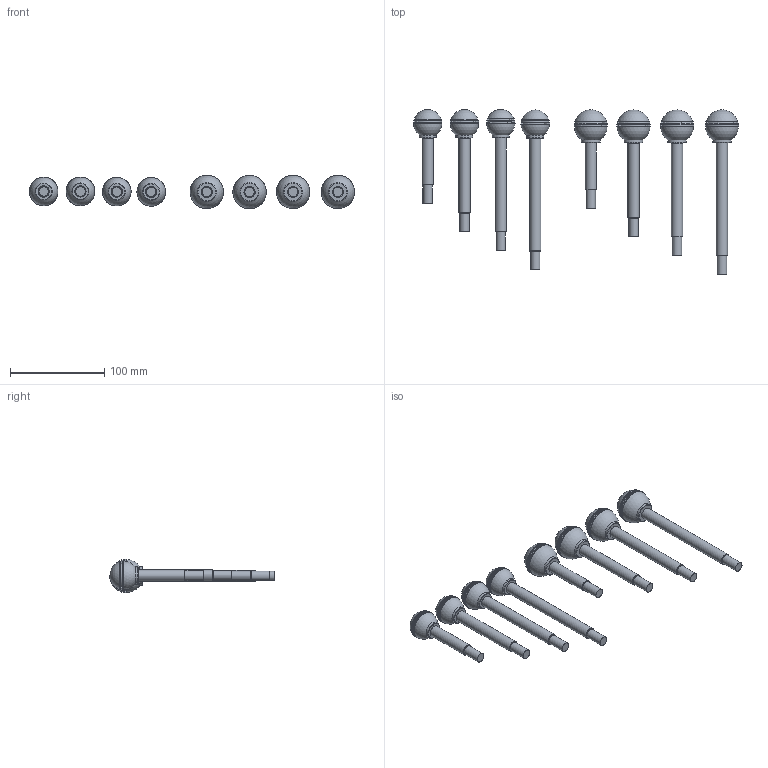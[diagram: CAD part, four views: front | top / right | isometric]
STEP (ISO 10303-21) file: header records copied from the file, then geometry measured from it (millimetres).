
FILE_DESCRIPTION(/* description */ (''),/* implementation_level */ '2;1');
FILE_NAME(/* name */ 'DR_BLG10_M.stp',/* time_stamp */ '2023-05-17T11:18:32+09:00',/* author */ ('user'),/* organization */ (''),/* preprocessor_version */ 'ST-DEVELOPER v15.6',/* originating_system */ 'Autodesk Inventor 2015',/* authorisation */ '');
FILE_SCHEMA (('AUTOMOTIVE_DESIGN { 1 0 10303 214 3 1 1 }'));
Length unit declared in the file: millimetre
Products named in the file (25): BALL_D30; SPT10-50; BLG10-30-50; SPT10-80; BLG10-30-80; SPT10-100; BLG10-30-100; SPT10-120; BLG10-30-120; BALL_D35; BLG10-35-50; BLG10-35-80; BLG10-35-100; BLG10-35-120; DR_BLG10_M
Bounding box: 345.65 x 175.37 x 35.51 mm (x, y, z)
Volume: 234212.3 mm3; surface area: 71302.2 mm2
Topology: 16 solids, 16 shells, 2520 faces, 5976 edges, 3976 vertices
Faces by surface type: plane 1968, sphere 488, cylinder 40, cone 16, torus 8
Full cylindrical faces by diameter (mm): 10 x24, 11.95 x8, 18 x4, 20 x4
Entity records: 77274 total; most frequent: DIRECTION 14946, CARTESIAN_POINT 12377, ORIENTED_EDGE 11728, AXIS2_PLACEMENT_3D 6513, EDGE_CURVE 5864, CIRCLE 3944, VERTEX_POINT 3944, EDGE_LOOP 3088
